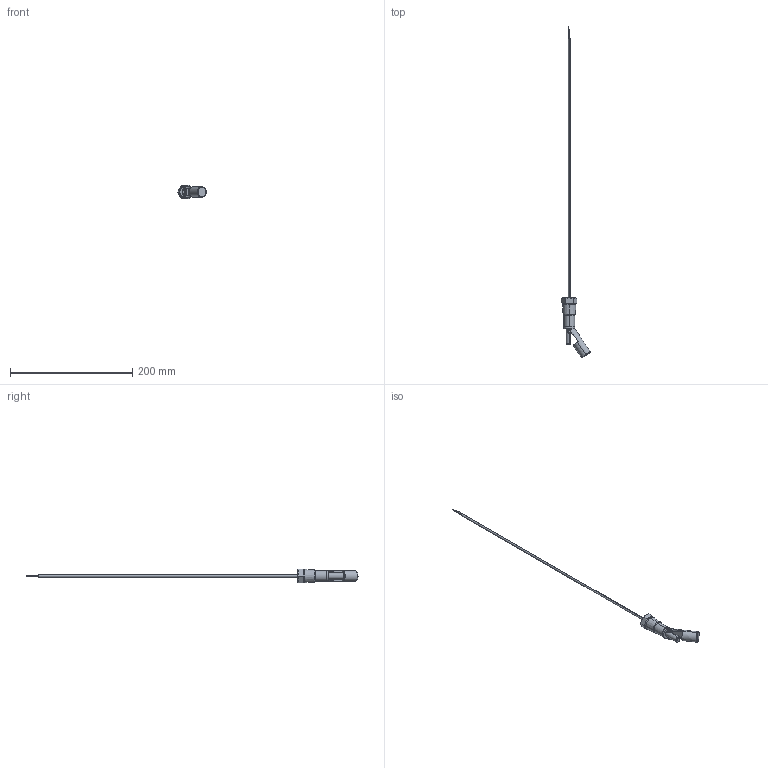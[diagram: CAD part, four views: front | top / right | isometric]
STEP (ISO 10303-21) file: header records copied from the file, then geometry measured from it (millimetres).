
FILE_DESCRIPTION (( 'STEP AP214' ), '1' );
FILE_NAME ('P580.STEP', '2025-01-21T07:44:26', ( '' ), ( '' ), 'SwSTEP 2.0', 'SolidWorks 2019', '' );
FILE_SCHEMA (( 'AUTOMOTIVE_DESIGN' ));
Length unit declared in the file: millimetre
Products named in the file (1): P580
Bounding box: 47.65 x 543.86 x 22 mm (x, y, z)
Surface area: 13857.8 mm2 (no closed solid volume)
Topology: 0 solids, 23 shells, 112 faces, 731 edges, 628 vertices
Faces by surface type: cylinder 53, plane 37, cone 12, torus 7, sphere 2, bspline 1
Entity records: 9809 total; most frequent: CARTESIAN_POINT 3298, DIRECTION 1032, ORIENTED_EDGE 941, EDGE_CURVE 731, VERTEX_POINT 628, AXIS2_PLACEMENT_3D 347, VECTOR 338, LINE 338
